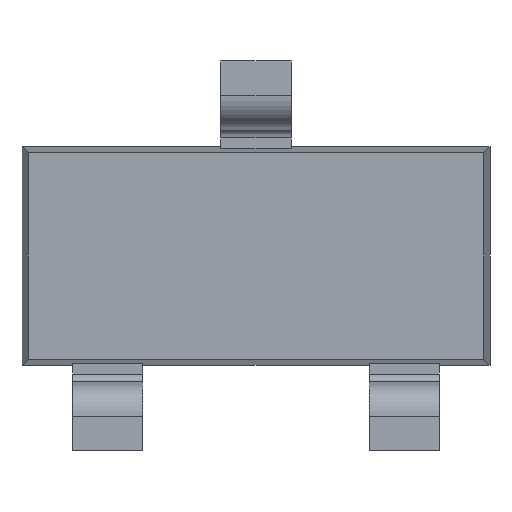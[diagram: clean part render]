
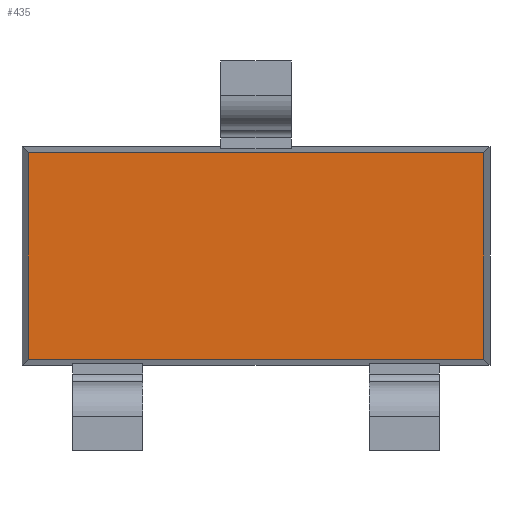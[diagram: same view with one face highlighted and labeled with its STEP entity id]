
A CAD part, front view. The second image highlights one B-rep face of the part: STEP entity #435.
In plain terms, the highlighted planar face has unit normal (0, -1, 0).
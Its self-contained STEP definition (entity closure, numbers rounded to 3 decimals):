
#261=CARTESIAN_POINT('',(-1.461,-0.45,-0.661));
#262=VERTEX_POINT('',#261);
#269=CARTESIAN_POINT('',(-1.461,-0.45,0.661));
#270=VERTEX_POINT('',#269);
#271=CARTESIAN_POINT('',(-1.461,-0.45,-0.661));
#272=DIRECTION('',(0.,0.,1.));
#273=VECTOR('',#272,1.321);
#274=LINE('',#271,#273);
#275=EDGE_CURVE('',#262,#270,#274,.T.);
#338=CARTESIAN_POINT('',(1.461,-0.45,-0.661));
#339=VERTEX_POINT('',#338);
#346=CARTESIAN_POINT('',(1.461,-0.45,-0.661));
#347=DIRECTION('',(-1.,0.,0.));
#348=VECTOR('',#347,2.921);
#349=LINE('',#346,#348);
#350=EDGE_CURVE('',#339,#262,#349,.T.);
#364=CARTESIAN_POINT('',(1.461,-0.45,0.661));
#365=VERTEX_POINT('',#364);
#372=CARTESIAN_POINT('',(1.461,-0.45,0.661));
#373=DIRECTION('',(0.,0.,-1.));
#374=VECTOR('',#373,1.321);
#375=LINE('',#372,#374);
#376=EDGE_CURVE('',#365,#339,#375,.T.);
#412=CARTESIAN_POINT('',(-1.461,-0.45,0.661));
#413=DIRECTION('',(1.,0.,-0.));
#414=VECTOR('',#413,2.921);
#415=LINE('',#412,#414);
#416=EDGE_CURVE('',#270,#365,#415,.T.);
#424=CARTESIAN_POINT('',(-1.5,-0.45,0.7));
#425=DIRECTION('',(0.,1.,0.));
#426=DIRECTION('',(0.,0.,1.));
#427=AXIS2_PLACEMENT_3D('',#424,#425,#426);
#428=PLANE('',#427);
#429=ORIENTED_EDGE('',*,*,#275,.F.);
#430=ORIENTED_EDGE('',*,*,#350,.F.);
#431=ORIENTED_EDGE('',*,*,#376,.F.);
#432=ORIENTED_EDGE('',*,*,#416,.F.);
#433=EDGE_LOOP('',(#429,#430,#431,#432));
#434=FACE_BOUND('',#433,.T.);
#435=ADVANCED_FACE('',(#434),#428,.F.);
